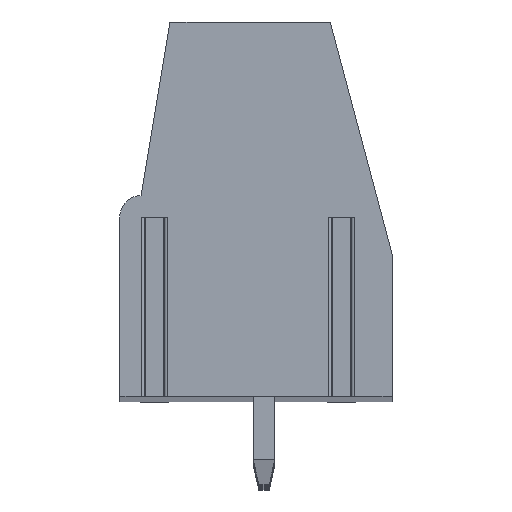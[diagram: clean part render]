
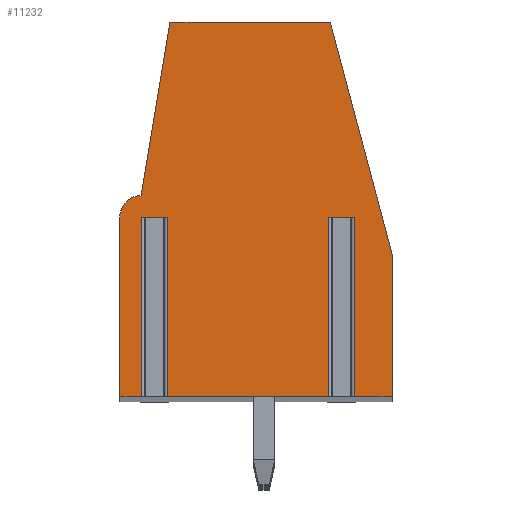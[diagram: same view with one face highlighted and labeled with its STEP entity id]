
A CAD part, top view. The second image highlights one B-rep face of the part: STEP entity #11232.
In plain terms, the highlighted planar face has unit normal (0, 0, 1).
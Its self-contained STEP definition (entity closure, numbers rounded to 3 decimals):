
#35=DIRECTION('',(1.,0.,0.));
#36=VECTOR('',#35,0.958);
#37=CARTESIAN_POINT('',(-3.979,1.095,123.75));
#38=LINE('',#37,#36);
#39=DIRECTION('',(0.,1.,0.));
#40=VECTOR('',#39,6.7);
#41=CARTESIAN_POINT('',(-3.979,-5.605,123.75));
#42=LINE('',#41,#40);
#43=DIRECTION('',(-1.,0.,0.));
#44=VECTOR('',#43,0.821);
#45=CARTESIAN_POINT('',(-3.979,-5.605,123.75));
#46=LINE('',#45,#44);
#47=DIRECTION('',(0.,1.,0.));
#48=VECTOR('',#47,6.7);
#49=CARTESIAN_POINT('',(-4.8,-5.605,123.75));
#50=LINE('',#49,#48);
#51=CARTESIAN_POINT('',(-4.,1.095,123.75));
#52=DIRECTION('',(0.,0.,-1.));
#53=DIRECTION('',(-1.,0.,0.));
#54=AXIS2_PLACEMENT_3D('',#51,#52,#53);
#56=DIRECTION('',(0.164,0.986,0.));
#57=VECTOR('',#56,6.589);
#58=CARTESIAN_POINT('',(-3.999,1.895,123.75));
#59=LINE('',#58,#57);
#60=DIRECTION('',(1.,0.,0.));
#61=VECTOR('',#60,6.);
#62=CARTESIAN_POINT('',(-2.92,8.395,123.75));
#63=LINE('',#62,#61);
#64=DIRECTION('',(0.258,-0.966,0.));
#65=VECTOR('',#64,9.004);
#66=CARTESIAN_POINT('',(3.08,8.395,123.75));
#67=LINE('',#66,#65);
#68=DIRECTION('',(0.,-1.,0.));
#69=VECTOR('',#68,5.3);
#70=CARTESIAN_POINT('',(5.4,-0.305,123.75));
#71=LINE('',#70,#69);
#72=DIRECTION('',(-1.,0.,0.));
#73=VECTOR('',#72,1.421);
#74=CARTESIAN_POINT('',(5.4,-5.605,123.75));
#75=LINE('',#74,#73);
#76=DIRECTION('',(0.,1.,0.));
#77=VECTOR('',#76,6.7);
#78=CARTESIAN_POINT('',(3.979,-5.605,123.75));
#79=LINE('',#78,#77);
#80=DIRECTION('',(1.,0.,0.));
#81=VECTOR('',#80,0.958);
#82=CARTESIAN_POINT('',(3.021,1.095,123.75));
#83=LINE('',#82,#81);
#84=DIRECTION('',(0.,1.,0.));
#85=VECTOR('',#84,6.7);
#86=CARTESIAN_POINT('',(3.021,-5.605,123.75));
#87=LINE('',#86,#85);
#88=DIRECTION('',(-1.,0.,0.));
#89=VECTOR('',#88,6.042);
#90=CARTESIAN_POINT('',(3.021,-5.605,123.75));
#91=LINE('',#90,#89);
#92=DIRECTION('',(0.,1.,0.));
#93=VECTOR('',#92,6.7);
#94=CARTESIAN_POINT('',(-3.021,-5.605,123.75));
#95=LINE('',#94,#93);
#8743=CARTESIAN_POINT('',(-3.999,1.895,123.75));
#8744=CARTESIAN_POINT('',(-2.92,8.395,123.75));
#8745=VERTEX_POINT('',#8743);
#8746=VERTEX_POINT('',#8744);
#8747=CARTESIAN_POINT('',(-4.8,1.095,123.75));
#8748=VERTEX_POINT('',#8747);
#8749=CARTESIAN_POINT('',(-4.8,-5.605,123.75));
#8750=VERTEX_POINT('',#8749);
#8751=CARTESIAN_POINT('',(5.4,-0.305,123.75));
#8752=CARTESIAN_POINT('',(5.4,-5.605,123.75));
#8753=VERTEX_POINT('',#8751);
#8754=VERTEX_POINT('',#8752);
#8755=CARTESIAN_POINT('',(3.08,8.395,123.75));
#8756=VERTEX_POINT('',#8755);
#8843=CARTESIAN_POINT('',(-3.979,1.095,123.75));
#8844=CARTESIAN_POINT('',(-3.021,1.095,123.75));
#8845=VERTEX_POINT('',#8843);
#8846=VERTEX_POINT('',#8844);
#8847=CARTESIAN_POINT('',(3.021,1.095,123.75));
#8848=CARTESIAN_POINT('',(3.979,1.095,123.75));
#8849=VERTEX_POINT('',#8847);
#8850=VERTEX_POINT('',#8848);
#8851=CARTESIAN_POINT('',(3.021,-5.605,123.75));
#8852=VERTEX_POINT('',#8851);
#8853=CARTESIAN_POINT('',(3.979,-5.605,123.75));
#8854=VERTEX_POINT('',#8853);
#8855=CARTESIAN_POINT('',(-3.979,-5.605,123.75));
#8856=VERTEX_POINT('',#8855);
#8857=CARTESIAN_POINT('',(-3.021,-5.605,123.75));
#8858=VERTEX_POINT('',#8857);
#11195=CARTESIAN_POINT('',(0.,0.,123.75));
#11196=DIRECTION('',(0.,0.,1.));
#11197=DIRECTION('',(1.,0.,0.));
#11198=AXIS2_PLACEMENT_3D('',#11195,#11196,#11197);
#11199=PLANE('',#11198);
#11201=ORIENTED_EDGE('',*,*,#11200,.F.);
#11203=ORIENTED_EDGE('',*,*,#11202,.F.);
#11205=ORIENTED_EDGE('',*,*,#11204,.T.);
#11207=ORIENTED_EDGE('',*,*,#11206,.T.);
#11209=ORIENTED_EDGE('',*,*,#11208,.T.);
#11211=ORIENTED_EDGE('',*,*,#11210,.T.);
#11213=ORIENTED_EDGE('',*,*,#11212,.T.);
#11215=ORIENTED_EDGE('',*,*,#11214,.T.);
#11217=ORIENTED_EDGE('',*,*,#11216,.T.);
#11219=ORIENTED_EDGE('',*,*,#11218,.T.);
#11221=ORIENTED_EDGE('',*,*,#11220,.T.);
#11223=ORIENTED_EDGE('',*,*,#11222,.F.);
#11225=ORIENTED_EDGE('',*,*,#11224,.F.);
#11227=ORIENTED_EDGE('',*,*,#11226,.T.);
#11229=ORIENTED_EDGE('',*,*,#11228,.T.);
#11230=EDGE_LOOP('',(#11201,#11203,#11205,#11207,#11209,#11211,#11213,#11215,
#11217,#11219,#11221,#11223,#11225,#11227,#11229));
#11231=FACE_OUTER_BOUND('',#11230,.F.);
#55=CIRCLE('',#54,0.8);
#11200=EDGE_CURVE('',#8845,#8846,#38,.T.);
#11202=EDGE_CURVE('',#8856,#8845,#42,.T.);
#11204=EDGE_CURVE('',#8856,#8750,#46,.T.);
#11206=EDGE_CURVE('',#8750,#8748,#50,.T.);
#11208=EDGE_CURVE('',#8748,#8745,#55,.T.);
#11210=EDGE_CURVE('',#8745,#8746,#59,.T.);
#11212=EDGE_CURVE('',#8746,#8756,#63,.T.);
#11214=EDGE_CURVE('',#8756,#8753,#67,.T.);
#11216=EDGE_CURVE('',#8753,#8754,#71,.T.);
#11218=EDGE_CURVE('',#8754,#8854,#75,.T.);
#11220=EDGE_CURVE('',#8854,#8850,#79,.T.);
#11222=EDGE_CURVE('',#8849,#8850,#83,.T.);
#11224=EDGE_CURVE('',#8852,#8849,#87,.T.);
#11226=EDGE_CURVE('',#8852,#8858,#91,.T.);
#11228=EDGE_CURVE('',#8858,#8846,#95,.T.);
#11232=ADVANCED_FACE('',(#11231),#11199,.T.);
